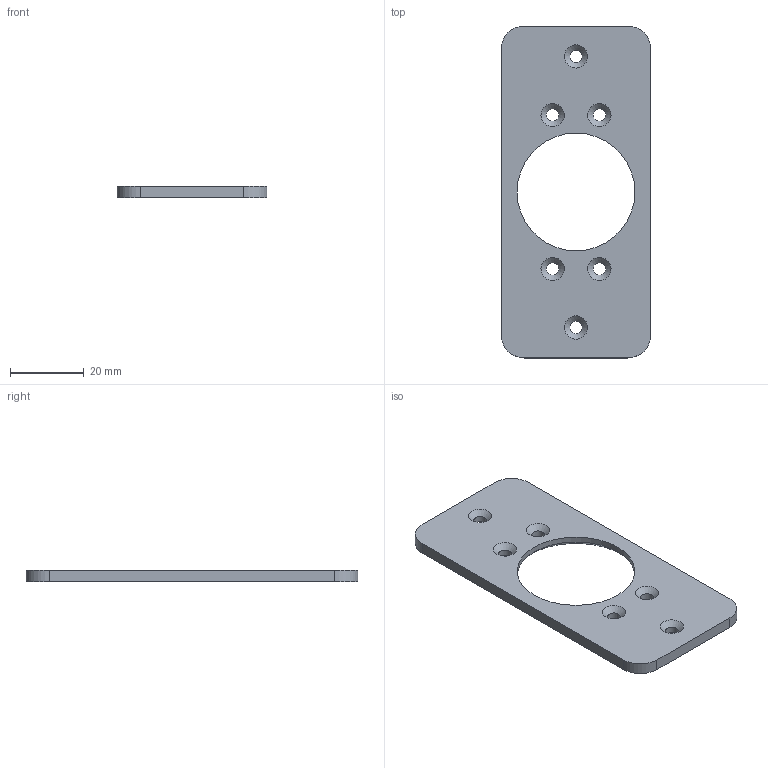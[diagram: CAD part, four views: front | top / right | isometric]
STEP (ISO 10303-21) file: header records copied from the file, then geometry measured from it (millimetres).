
FILE_DESCRIPTION(/* description */ ('PIVOT TOP PLATE'),/* implementation_level */ '2;1');
FILE_NAME(/* name */ 'OH3A3-114_PIVOT TOP PLATE_-_V50.step',/* time_stamp */ '2023-06-02T19:26:12-05:00',/* author */ (''),/* organization */ (''),/* preprocessor_version */ 'ST-DEVELOPER v19.2',/* originating_system */ 'Autodesk Translation Framework v12.4.0.73',/* authorisation */ '');
FILE_SCHEMA (('AUTOMOTIVE_DESIGN { 1 0 10303 214 3 1 1 }'));
Length unit declared in the file: millimetre
Products named in the file (1): OH3A3-114
Bounding box: 40.64 x 89.97 x 3.17 mm (x, y, z)
Volume: 8567.7 mm3; surface area: 6722.5 mm2
Topology: 1 solids, 1 shells, 24 faces, 59 edges, 37 vertices
Faces by surface type: cylinder 11, cone 7, plane 6
Full cylindrical faces by diameter (mm): 3.4 x6, 31.928 x1
Entity records: 777 total; most frequent: DIRECTION 138, CARTESIAN_POINT 121, ORIENTED_EDGE 118, EDGE_CURVE 59, AXIS2_PLACEMENT_3D 54, EDGE_LOOP 38, VERTEX_POINT 37, LINE 30
